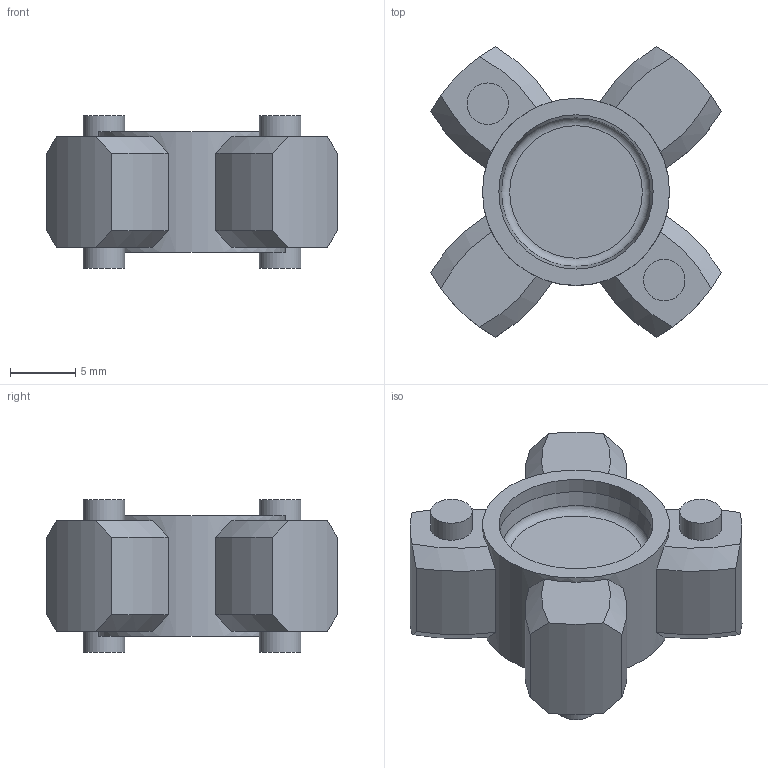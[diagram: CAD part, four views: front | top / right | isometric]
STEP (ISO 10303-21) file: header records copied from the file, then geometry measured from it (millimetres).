
FILE_DESCRIPTION(/* description */ (''),/* implementation_level */ '2;1');
FILE_NAME(/* name */ 'MISC_CouplingSpider_JD16-25-92Y.ipt.stp',/* time_stamp */ '2016-01-07T16:45:28-08:00',/* author */ ('Autodesk Inc.'),/* organization */ ('Autodesk Inc.'),/* preprocessor_version */ 'ST-DEVELOPER v16.1',/* originating_system */ 'Autodesk Inventor 2016',/* authorisation */ '');
FILE_SCHEMA (('AUTOMOTIVE_DESIGN { 1 0 10303 214 3 1 1 }'));
Length unit declared in the file: inch
Products named in the file (1): MISC_CouplingSpider_JD16-25-92Y
Bounding box: 22.21 x 22.21 x 11.64 mm (x, y, z)
Volume: 2325.6 mm3; surface area: 1640.8 mm2
Topology: 1 solids, 1 shells, 55 faces, 127 edges, 84 vertices
Faces by surface type: cylinder 19, cone 18, plane 16, torus 2
Full cylindrical faces by diameter (mm): 3.175 x4, 11.789 x2, 14.287 x1
Entity records: 1672 total; most frequent: CARTESIAN_POINT 444, DIRECTION 260, ORIENTED_EDGE 228, AXIS2_PLACEMENT_3D 122, EDGE_CURVE 114, VERTEX_POINT 82, EDGE_LOOP 76, CIRCLE 66
